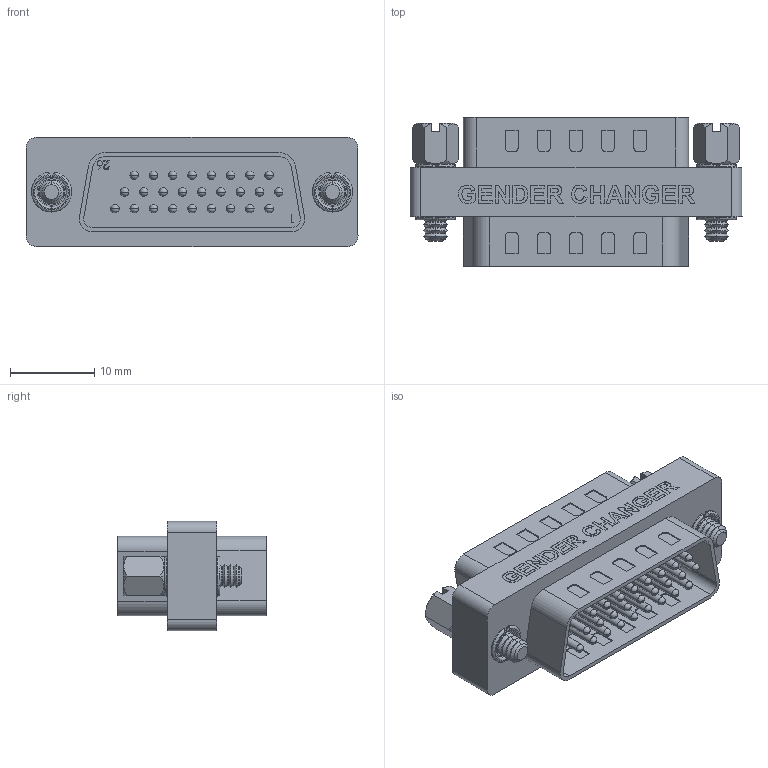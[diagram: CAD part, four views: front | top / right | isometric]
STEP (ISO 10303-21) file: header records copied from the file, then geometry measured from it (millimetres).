
FILE_DESCRIPTION (( 'STEP AP203' ), '1' );
FILE_NAME ('DGBH26M.STEP', '2006-06-23T18:37:02', ( 'lcom' ), ( 'lcom' ), 'SwSTEP 2.0', 'SolidWorks 2006004', '' );
FILE_SCHEMA (( 'CONFIG_CONTROL_DESIGN' ));
Length unit declared in the file: inch
Products named in the file (4): 3AA05-002; SDH26P_Without Mounting Flange and Solder Cups; DGB15F-MA1; DGBH26M
Assembly tree (5 placements, depth 2):
  DGBH26M
    SDH26P_Without Mounting Flange and Solder Cups  x2
    3AA05-002  x2
    DGB15F-MA1
Bounding box: 39.37 x 17.65 x 12.95 mm (x, y, z)
Volume: 3701.4 mm3; surface area: 5556.4 mm2
Topology: 5 solids, 5 shells, 1053 faces, 2806 edges, 1782 vertices
Faces by surface type: plane 485, cylinder 264, bspline 120, sphere 116, cone 56, torus 12
Entity records: 30896 total; most frequent: CARTESIAN_POINT 14128, ORIENTED_EDGE 3496, DIRECTION 3098, EDGE_CURVE 1748, VERTEX_POINT 1137, VECTOR 1120, LINE 1120, AXIS2_PLACEMENT_3D 989
